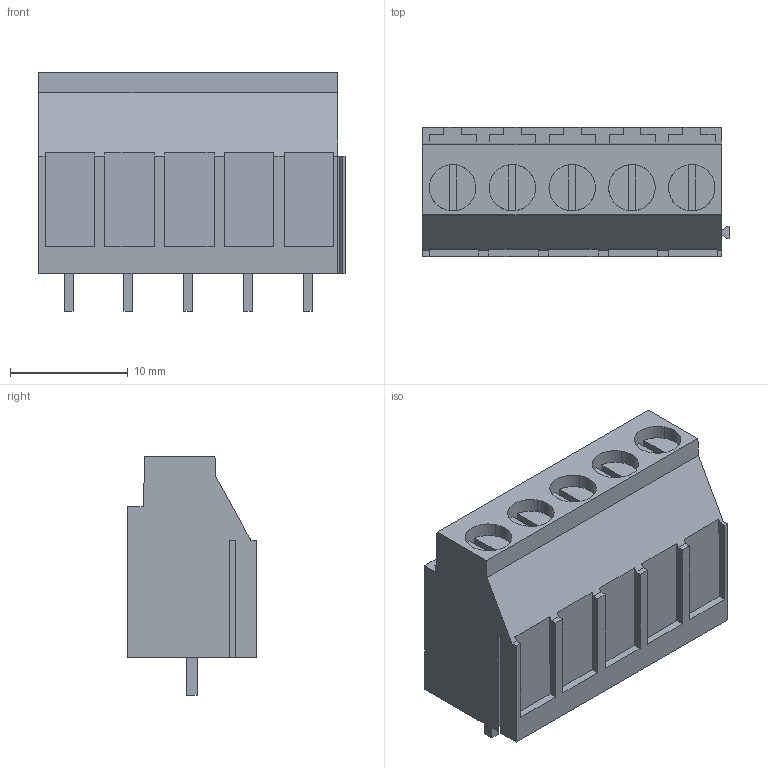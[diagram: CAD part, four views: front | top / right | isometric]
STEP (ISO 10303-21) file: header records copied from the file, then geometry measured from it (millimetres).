
FILE_DESCRIPTION(('CATIA V5 STEP Exchange','CAx-IF Rec.Pracs.--- Model Styling and Organization---1.4--- 2014-01-23'),'2;1');
FILE_NAME ('D1446289_0_1001860000_1001860000.stp','2019-02-28T08:53:52+00:00',('none'),('Weidmueller'),'CATIA Version 5-6 Release 2016 SP3 HF44','CATIA V5 STEP AP214','none');
FILE_SCHEMA(('AUTOMOTIVE_DESIGN { 1 0 10303 214 1 1 1 1 }'));
Length unit declared in the file: millimetre
Products named in the file (1): 1001860000
Bounding box: 26.05 x 11 x 20.3 mm (x, y, z)
Volume: 3690.6 mm3; surface area: 2388.3 mm2
Topology: 1 solids, 1 shells, 247 faces, 665 edges, 440 vertices
Faces by surface type: plane 237, cylinder 10
Entity records: 7505 total; most frequent: CARTESIAN_POINT 1434, ORIENTED_EDGE 1330, DIRECTION 979, EDGE_CURVE 665, VECTOR 625, LINE 625, VERTEX_POINT 440, EDGE_LOOP 267
